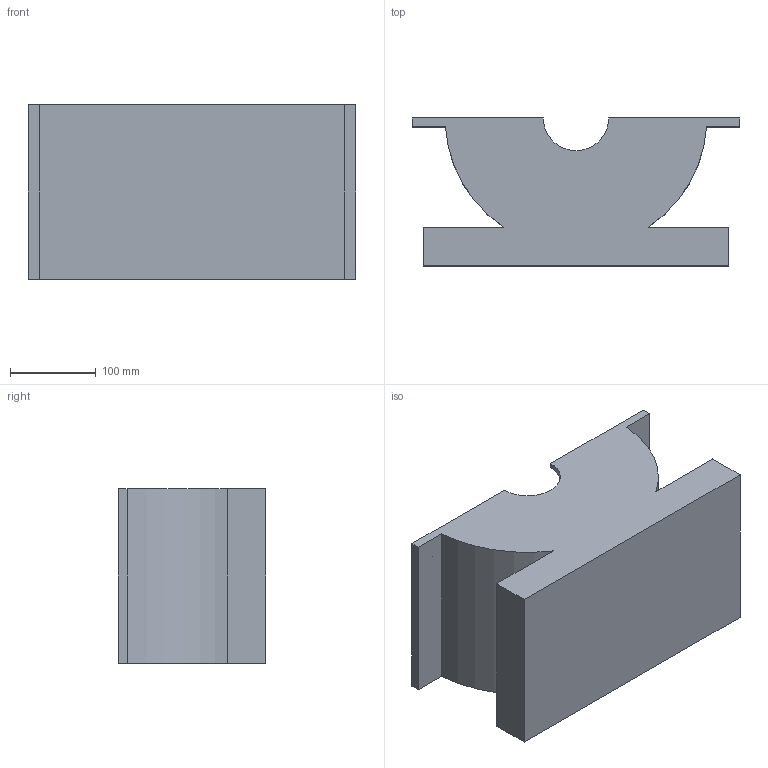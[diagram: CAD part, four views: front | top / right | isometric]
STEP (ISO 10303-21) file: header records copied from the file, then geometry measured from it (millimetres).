
FILE_DESCRIPTION (( 'STEP AP214' ), '1' );
FILE_NAME ('Lower Housing.STEP', '2025-02-04T12:21:08', ( '' ), ( '' ), 'SwSTEP 2.0', 'SolidWorks 2024', '' );
FILE_SCHEMA (( 'AUTOMOTIVE_DESIGN' ));
Length unit declared in the file: inch
Products named in the file (1): Lower Housing
Bounding box: 381 x 172.09 x 203.2 mm (x, y, z)
Volume: 3686321.9 mm3; surface area: 433019.4 mm2
Topology: 1 solids, 1 shells, 44 faces, 102 edges, 68 vertices
Faces by surface type: plane 23, cylinder 21
Entity records: 1295 total; most frequent: DIRECTION 234, CARTESIAN_POINT 215, ORIENTED_EDGE 204, EDGE_CURVE 102, AXIS2_PLACEMENT_3D 87, VERTEX_POINT 68, LINE 60, VECTOR 60
